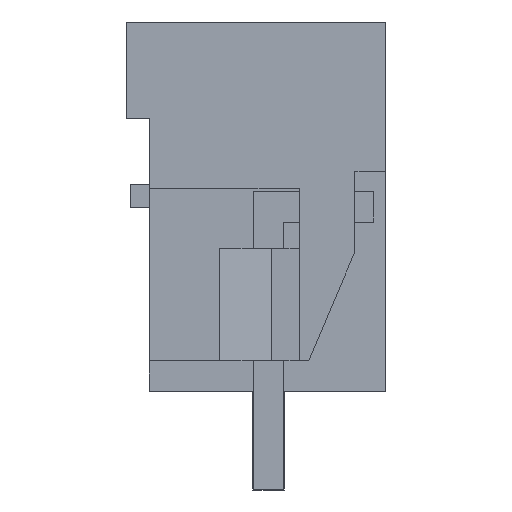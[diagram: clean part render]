
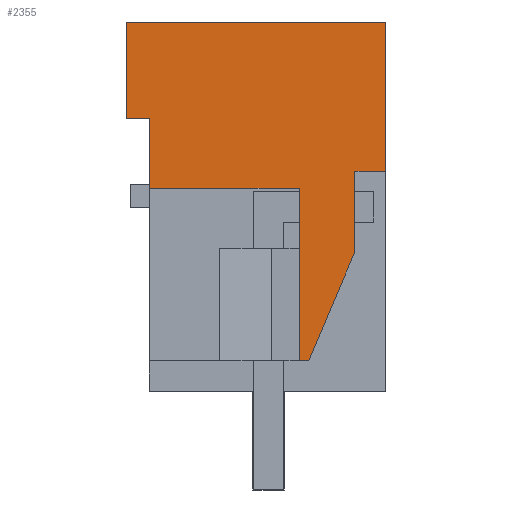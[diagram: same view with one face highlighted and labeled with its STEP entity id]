
A CAD part, left-side view. The second image highlights one B-rep face of the part: STEP entity #2355.
In plain terms, the highlighted planar face has unit normal (-1, 0, 0).
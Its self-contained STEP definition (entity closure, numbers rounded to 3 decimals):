
#2288=AXIS2_PLACEMENT_3D('Plane Axis2P3D',#2285,#2286,#2287) ;
#403=CARTESIAN_POINT('Vertex',(0.,7.68,9.8)) ;
#406=CARTESIAN_POINT('Line Origine',(0.,7.68,10.94)) ;
#410=CARTESIAN_POINT('Vertex',(0.,7.68,12.08)) ;
#2117=CARTESIAN_POINT('Vertex',(0.,2.501,4.2)) ;
#2120=CARTESIAN_POINT('Line Origine',(0.,2.655,4.2)) ;
#2124=CARTESIAN_POINT('Vertex',(0.,2.81,4.2)) ;
#2270=CARTESIAN_POINT('Vertex',(0.,2.81,9.8)) ;
#2273=CARTESIAN_POINT('Line Origine',(0.,5.245,9.8)) ;
#2285=CARTESIAN_POINT('Axis2P3D Location',(0.,8.43,1.7)) ;
#2290=CARTESIAN_POINT('Line Origine',(0.,1.752,5.968)) ;
#2294=CARTESIAN_POINT('Vertex',(0.,1.003,7.735)) ;
#2297=CARTESIAN_POINT('Line Origine',(0.,1.003,9.041)) ;
#2301=CARTESIAN_POINT('Vertex',(0.,1.003,10.346)) ;
#2304=CARTESIAN_POINT('Line Origine',(0.,0.501,10.346)) ;
#2308=CARTESIAN_POINT('Vertex',(0.,0.,10.346)) ;
#2311=CARTESIAN_POINT('Line Origine',(0.,0.,12.773)) ;
#2315=CARTESIAN_POINT('Vertex',(0.,0.,15.2)) ;
#2318=CARTESIAN_POINT('Line Origine',(0.,4.215,15.2)) ;
#2322=CARTESIAN_POINT('Vertex',(0.,8.43,15.2)) ;
#2325=CARTESIAN_POINT('Line Origine',(0.,8.43,13.64)) ;
#2329=CARTESIAN_POINT('Vertex',(0.,8.43,12.08)) ;
#2332=CARTESIAN_POINT('Line Origine',(0.,8.055,12.08)) ;
#2337=CARTESIAN_POINT('Line Origine',(0.,2.81,7.)) ;
#407=DIRECTION('Vector Direction',(0.,0.,-1.)) ;
#2121=DIRECTION('Vector Direction',(0.,1.,0.)) ;
#2274=DIRECTION('Vector Direction',(0.,1.,0.)) ;
#2286=DIRECTION('Axis2P3D Direction',(-1.,0.,0.)) ;
#2287=DIRECTION('Axis2P3D XDirection',(0.,1.,0.)) ;
#2291=DIRECTION('Vector Direction',(0.,0.39,-0.921)) ;
#2298=DIRECTION('Vector Direction',(0.,0.,-1.)) ;
#2305=DIRECTION('Vector Direction',(0.,1.,0.)) ;
#2312=DIRECTION('Vector Direction',(0.,0.,1.)) ;
#2319=DIRECTION('Vector Direction',(0.,1.,0.)) ;
#2326=DIRECTION('Vector Direction',(0.,0.,-1.)) ;
#2333=DIRECTION('Vector Direction',(0.,-1.,0.)) ;
#2338=DIRECTION('Vector Direction',(0.,0.,1.)) ;
#408=VECTOR('Line Direction',#407,1.) ;
#2122=VECTOR('Line Direction',#2121,1.) ;
#2275=VECTOR('Line Direction',#2274,1.) ;
#2292=VECTOR('Line Direction',#2291,1.) ;
#2299=VECTOR('Line Direction',#2298,1.) ;
#2306=VECTOR('Line Direction',#2305,1.) ;
#2313=VECTOR('Line Direction',#2312,1.) ;
#2320=VECTOR('Line Direction',#2319,1.) ;
#2327=VECTOR('Line Direction',#2326,1.) ;
#2334=VECTOR('Line Direction',#2333,1.) ;
#2339=VECTOR('Line Direction',#2338,1.) ;
#2343=ORIENTED_EDGE('',*,*,#2126,.F.) ;
#2344=ORIENTED_EDGE('',*,*,#2296,.F.) ;
#2345=ORIENTED_EDGE('',*,*,#2303,.F.) ;
#2346=ORIENTED_EDGE('',*,*,#2310,.F.) ;
#2347=ORIENTED_EDGE('',*,*,#2317,.T.) ;
#2348=ORIENTED_EDGE('',*,*,#2324,.T.) ;
#2349=ORIENTED_EDGE('',*,*,#2331,.T.) ;
#2350=ORIENTED_EDGE('',*,*,#2336,.T.) ;
#2351=ORIENTED_EDGE('',*,*,#412,.T.) ;
#2352=ORIENTED_EDGE('',*,*,#2277,.F.) ;
#2353=ORIENTED_EDGE('',*,*,#2341,.F.) ;
#2355=ADVANCED_FACE('HOUSING',(#2354),#2289,.T.) ;
#412=EDGE_CURVE('',#411,#404,#409,.T.) ;
#2126=EDGE_CURVE('',#2118,#2125,#2123,.T.) ;
#2277=EDGE_CURVE('',#2271,#404,#2276,.T.) ;
#2296=EDGE_CURVE('',#2295,#2118,#2293,.T.) ;
#2303=EDGE_CURVE('',#2302,#2295,#2300,.T.) ;
#2310=EDGE_CURVE('',#2309,#2302,#2307,.T.) ;
#2317=EDGE_CURVE('',#2309,#2316,#2314,.T.) ;
#2324=EDGE_CURVE('',#2316,#2323,#2321,.T.) ;
#2331=EDGE_CURVE('',#2323,#2330,#2328,.T.) ;
#2336=EDGE_CURVE('',#2330,#411,#2335,.T.) ;
#2341=EDGE_CURVE('',#2125,#2271,#2340,.T.) ;
#2342=EDGE_LOOP('',(#2343,#2344,#2345,#2346,#2347,#2348,#2349,#2350,#2351,#2352,#2353)) ;
#2354=FACE_OUTER_BOUND('',#2342,.T.) ;
#409=LINE('Line',#406,#408) ;
#2123=LINE('Line',#2120,#2122) ;
#2276=LINE('Line',#2273,#2275) ;
#2293=LINE('Line',#2290,#2292) ;
#2300=LINE('Line',#2297,#2299) ;
#2307=LINE('Line',#2304,#2306) ;
#2314=LINE('Line',#2311,#2313) ;
#2321=LINE('Line',#2318,#2320) ;
#2328=LINE('Line',#2325,#2327) ;
#2335=LINE('Line',#2332,#2334) ;
#2340=LINE('Line',#2337,#2339) ;
#2289=PLANE('',#2288) ;
#404=VERTEX_POINT('',#403) ;
#411=VERTEX_POINT('',#410) ;
#2118=VERTEX_POINT('',#2117) ;
#2125=VERTEX_POINT('',#2124) ;
#2271=VERTEX_POINT('',#2270) ;
#2295=VERTEX_POINT('',#2294) ;
#2302=VERTEX_POINT('',#2301) ;
#2309=VERTEX_POINT('',#2308) ;
#2316=VERTEX_POINT('',#2315) ;
#2323=VERTEX_POINT('',#2322) ;
#2330=VERTEX_POINT('',#2329) ;
